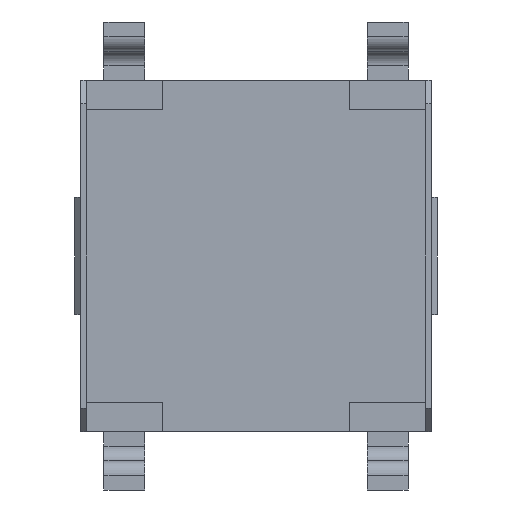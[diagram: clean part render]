
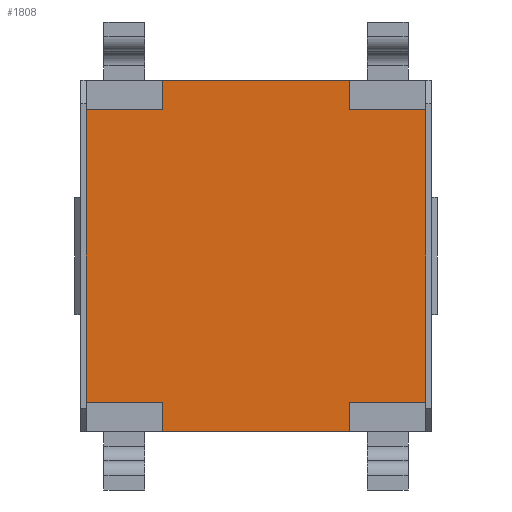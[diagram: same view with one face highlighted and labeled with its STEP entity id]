
A CAD part, front view. The second image highlights one B-rep face of the part: STEP entity #1808.
In plain terms, the highlighted planar face has unit normal (0, -1, 0).
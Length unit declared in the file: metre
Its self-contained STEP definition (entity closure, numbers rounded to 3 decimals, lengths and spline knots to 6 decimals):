
#109=LINE('',#2747,#329);
#137=LINE('',#2822,#357);
#142=LINE('',#2837,#362);
#146=LINE('',#2846,#366);
#159=LINE('',#2876,#379);
#172=LINE('',#2902,#392);
#179=LINE('',#2916,#399);
#200=LINE('',#2961,#420);
#201=LINE('',#2962,#421);
#202=LINE('',#2964,#422);
#203=LINE('',#2965,#423);
#204=LINE('',#2966,#424);
#329=VECTOR('',#2254,1.);
#357=VECTOR('',#2320,1.);
#362=VECTOR('',#2333,1.);
#366=VECTOR('',#2339,1.);
#379=VECTOR('',#2364,1.);
#392=VECTOR('',#2387,1.);
#399=VECTOR('',#2404,1.);
#420=VECTOR('',#2443,1.);
#421=VECTOR('',#2444,1.);
#422=VECTOR('',#2445,1.);
#423=VECTOR('',#2446,1.);
#424=VECTOR('',#2447,1.);
#802=ORIENTED_EDGE('',*,*,#1181,.F.);
#803=ORIENTED_EDGE('',*,*,#1120,.F.);
#804=ORIENTED_EDGE('',*,*,#1158,.F.);
#805=ORIENTED_EDGE('',*,*,#1182,.F.);
#806=ORIENTED_EDGE('',*,*,#1183,.F.);
#807=ORIENTED_EDGE('',*,*,#1113,.F.);
#808=ORIENTED_EDGE('',*,*,#1184,.F.);
#809=ORIENTED_EDGE('',*,*,#1077,.F.);
#810=ORIENTED_EDGE('',*,*,#1138,.F.);
#811=ORIENTED_EDGE('',*,*,#1185,.F.);
#812=ORIENTED_EDGE('',*,*,#1151,.F.);
#813=ORIENTED_EDGE('',*,*,#1124,.F.);
#1077=EDGE_CURVE('',#1307,#1308,#109,.T.);
#1113=EDGE_CURVE('',#1335,#1336,#137,.T.);
#1120=EDGE_CURVE('',#1341,#1342,#142,.T.);
#1124=EDGE_CURVE('',#1345,#1346,#146,.T.);
#1138=EDGE_CURVE('',#1356,#1307,#159,.T.);
#1151=EDGE_CURVE('',#1346,#1364,#172,.T.);
#1158=EDGE_CURVE('',#1366,#1341,#179,.T.);
#1181=EDGE_CURVE('',#1342,#1345,#200,.T.);
#1182=EDGE_CURVE('',#1381,#1366,#201,.T.);
#1183=EDGE_CURVE('',#1336,#1381,#202,.T.);
#1184=EDGE_CURVE('',#1308,#1335,#203,.T.);
#1185=EDGE_CURVE('',#1364,#1356,#204,.T.);
#1307=VERTEX_POINT('',#2748);
#1308=VERTEX_POINT('',#2749);
#1335=VERTEX_POINT('',#2823);
#1336=VERTEX_POINT('',#2824);
#1341=VERTEX_POINT('',#2838);
#1342=VERTEX_POINT('',#2839);
#1345=VERTEX_POINT('',#2847);
#1346=VERTEX_POINT('',#2848);
#1356=VERTEX_POINT('',#2877);
#1364=VERTEX_POINT('',#2903);
#1366=VERTEX_POINT('',#2917);
#1381=VERTEX_POINT('',#2963);
#1516=EDGE_LOOP('',(#802,#803,#804,#805,#806,#807,#808,#809,#810,#811,#812,
#813));
#1616=FACE_BOUND('',#1516,.T.);
#1699=PLANE('',#2049);
#1808=ADVANCED_FACE('',(#1616),#1699,.F.);
#2049=AXIS2_PLACEMENT_3D('',#2960,#2441,#2442);
#2254=DIRECTION('',(1.,0.,0.));
#2320=DIRECTION('',(-1.,0.,0.));
#2333=DIRECTION('',(-1.,0.,0.));
#2339=DIRECTION('',(1.,0.,0.));
#2364=DIRECTION('',(0.,0.,-1.));
#2387=DIRECTION('',(0.,0.,1.));
#2404=DIRECTION('',(0.,0.,1.));
#2441=DIRECTION('',(0.,1.,0.));
#2442=DIRECTION('',(0.,0.,1.));
#2443=DIRECTION('',(0.,0.,1.));
#2444=DIRECTION('',(-1.,0.,0.));
#2445=DIRECTION('',(0.,0.,-1.));
#2446=DIRECTION('',(0.,0.,-1.));
#2447=DIRECTION('',(1.,0.,0.));
#2747=CARTESIAN_POINT('',(0.047,0.000025,-0.0417));
#2748=CARTESIAN_POINT('',(0.0457,0.000025,-0.0417));
#2749=CARTESIAN_POINT('',(0.047,0.000025,-0.0417));
#2822=CARTESIAN_POINT('',(0.047,0.000025,-0.0467));
#2823=CARTESIAN_POINT('',(0.047,0.000025,-0.0467));
#2824=CARTESIAN_POINT('',(0.0457,0.000025,-0.0467));
#2837=CARTESIAN_POINT('',(0.0425,0.000025,-0.0467));
#2838=CARTESIAN_POINT('',(0.0425,0.000025,-0.0467));
#2839=CARTESIAN_POINT('',(0.0412,0.000025,-0.0467));
#2846=CARTESIAN_POINT('',(0.0425,0.000025,-0.0417));
#2847=CARTESIAN_POINT('',(0.0412,0.000025,-0.0417));
#2848=CARTESIAN_POINT('',(0.0425,0.000025,-0.0417));
#2876=CARTESIAN_POINT('',(0.0457,0.000025,-0.0412));
#2877=CARTESIAN_POINT('',(0.0457,0.000025,-0.0412));
#2902=CARTESIAN_POINT('',(0.0425,0.000025,-0.0412));
#2903=CARTESIAN_POINT('',(0.0425,0.000025,-0.0412));
#2916=CARTESIAN_POINT('',(0.0425,0.000025,-0.0467));
#2917=CARTESIAN_POINT('',(0.0425,0.000025,-0.0472));
#2960=CARTESIAN_POINT('',(0.0412,0.000025,-0.0472));
#2961=CARTESIAN_POINT('',(0.0412,0.000025,-0.0472));
#2962=CARTESIAN_POINT('',(0.047,0.000025,-0.0472));
#2963=CARTESIAN_POINT('',(0.0457,0.000025,-0.0472));
#2964=CARTESIAN_POINT('',(0.0457,0.000025,-0.0467));
#2965=CARTESIAN_POINT('',(0.047,0.000025,-0.0472));
#2966=CARTESIAN_POINT('',(0.047,0.000025,-0.0412));
